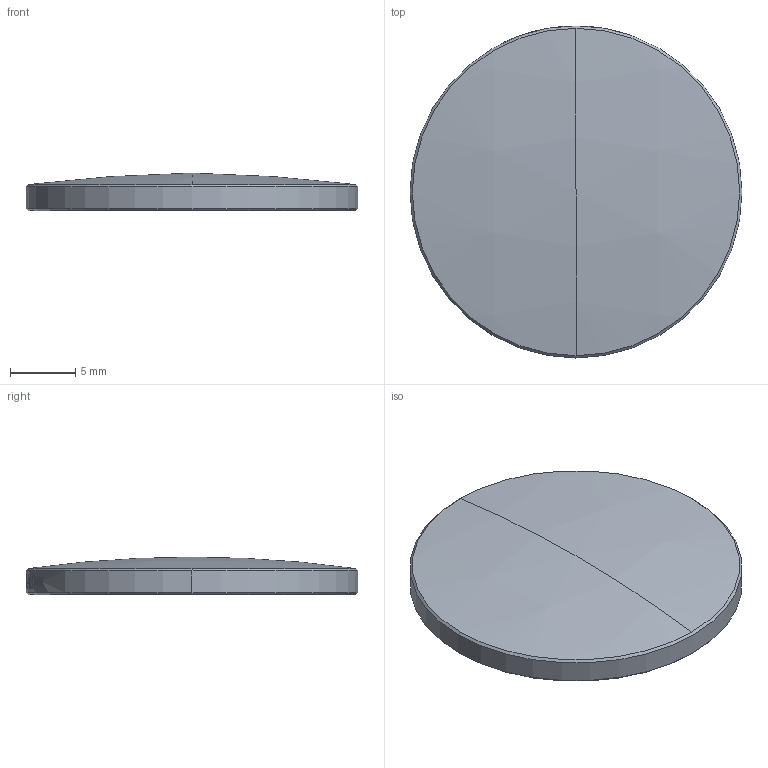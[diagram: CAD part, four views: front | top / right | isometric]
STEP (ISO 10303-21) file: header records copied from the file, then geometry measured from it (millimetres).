
FILE_DESCRIPTION (( 'STEP AP203' ), '1' );
FILE_NAME ('TTN195774-E0W.STEP', '2020-03-16T23:21:34', ( '' ), ( '' ), 'SwSTEP 2.0', 'SolidWorks 2018', '' );
FILE_SCHEMA (( 'CONFIG_CONTROL_DESIGN' ));
Length unit declared in the file: inch
Products named in the file (1): TTN195774-E0W
Bounding box: 25.4 x 25.4 x 2.89 mm (x, y, z)
Volume: 1234.6 mm3; surface area: 1160.1 mm2
Topology: 1 solids, 1 shells, 27 faces, 172 edges, 165 vertices
Faces by surface type: cylinder 20, cone 4, sphere 2, plane 1
Entity records: 2491 total; most frequent: CARTESIAN_POINT 1151, ORIENTED_EDGE 344, EDGE_CURVE 172, DIRECTION 166, VERTEX_POINT 165, B_SPLINE_CURVE_WITH_KNOTS 106, AXIS2_PLACEMENT_3D 72, EDGE_LOOP 45
